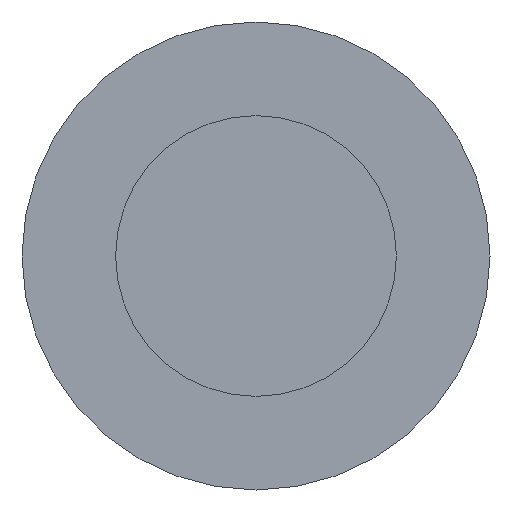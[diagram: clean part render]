
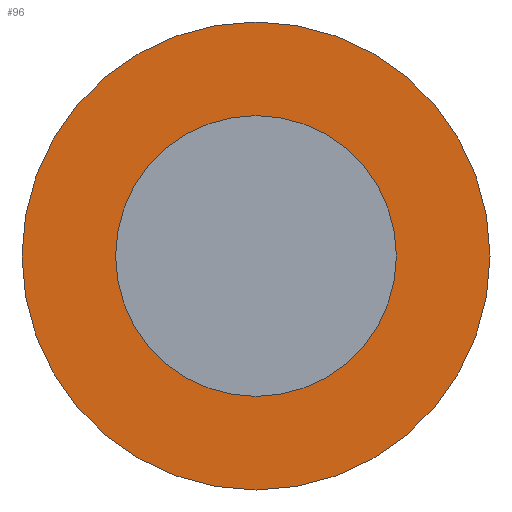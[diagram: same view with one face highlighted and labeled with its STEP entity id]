
A CAD part, front view. The second image highlights one B-rep face of the part: STEP entity #96.
In plain terms, the highlighted planar face has unit normal (0, -1, 0).
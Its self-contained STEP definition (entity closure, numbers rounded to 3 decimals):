
#8 = VERTEX_POINT ( 'NONE', #19 ) ;
#11 = EDGE_CURVE ( 'NONE', #8, #12, #231, .T. ) ;
#12 = VERTEX_POINT ( 'NONE', #226 ) ;
#19 = CARTESIAN_POINT ( 'NONE',  ( 0., 0., -0.3 ) ) ;
#35 = ORIENTED_EDGE ( 'NONE', *, *, #11, .F. ) ;
#40 = EDGE_CURVE ( 'NONE', #41, #95, #267, .T. ) ;
#41 = VERTEX_POINT ( 'NONE', #262 ) ;
#66 = ORIENTED_EDGE ( 'NONE', *, *, #80, .F. ) ;
#80 = EDGE_CURVE ( 'NONE', #12, #8, #144, .T. ) ;
#95 = VERTEX_POINT ( 'NONE', #218 ) ;
#96 = ADVANCED_FACE ( 'NONE', ( #217, #216 ), #215, .F. ) ;
#97 = EDGE_LOOP ( 'NONE', ( #98, #99 ) ) ;
#98 = ORIENTED_EDGE ( 'NONE', *, *, #40, .T. ) ;
#99 = ORIENTED_EDGE ( 'NONE', *, *, #100, .T. ) ;
#100 = EDGE_CURVE ( 'NONE', #95, #41, #209, .T. ) ;
#101 = EDGE_LOOP ( 'NONE', ( #66, #35 ) ) ;
#126 = DIRECTION ( 'NONE',  ( 0., 0., -1. ) ) ;
#140 = DIRECTION ( 'NONE',  ( 0., 0., 1. ) ) ;
#141 = DIRECTION ( 'NONE',  ( 0., -1., 0. ) ) ;
#142 = CARTESIAN_POINT ( 'NONE',  ( 0., 0., 0. ) ) ;
#143 = AXIS2_PLACEMENT_3D ( 'NONE', #142, #141, #140 ) ;
#144 = CIRCLE ( 'NONE', #143, 0.3 ) ;
#206 = DIRECTION ( 'NONE',  ( 0., -1., 0. ) ) ;
#207 = CARTESIAN_POINT ( 'NONE',  ( 0., 0., 0. ) ) ;
#208 = AXIS2_PLACEMENT_3D ( 'NONE', #207, #206, #126 ) ;
#209 = CIRCLE ( 'NONE', #208, 0.5 ) ;
#211 = DIRECTION ( 'NONE',  ( 0., 0., 1. ) ) ;
#212 = DIRECTION ( 'NONE',  ( 0., 1., 0. ) ) ;
#213 = CARTESIAN_POINT ( 'NONE',  ( 0., 0., 0. ) ) ;
#214 = AXIS2_PLACEMENT_3D ( 'NONE', #213, #212, #211 ) ;
#215 = PLANE ( 'NONE',  #214 ) ;
#216 = FACE_BOUND ( 'NONE', #101, .T. ) ;
#217 = FACE_OUTER_BOUND ( 'NONE', #97, .T. ) ;
#218 = CARTESIAN_POINT ( 'NONE',  ( 0., 0., 0.5 ) ) ;
#226 = CARTESIAN_POINT ( 'NONE',  ( 0., 0., 0.3 ) ) ;
#227 = DIRECTION ( 'NONE',  ( 0., 0., 1. ) ) ;
#228 = DIRECTION ( 'NONE',  ( 0., -1., 0. ) ) ;
#229 = CARTESIAN_POINT ( 'NONE',  ( 0., 0., 0. ) ) ;
#230 = AXIS2_PLACEMENT_3D ( 'NONE', #229, #228, #227 ) ;
#231 = CIRCLE ( 'NONE', #230, 0.3 ) ;
#262 = CARTESIAN_POINT ( 'NONE',  ( 0., 0., -0.5 ) ) ;
#263 = DIRECTION ( 'NONE',  ( 0., 0., -1. ) ) ;
#264 = DIRECTION ( 'NONE',  ( 0., -1., 0. ) ) ;
#265 = CARTESIAN_POINT ( 'NONE',  ( 0., 0., 0. ) ) ;
#266 = AXIS2_PLACEMENT_3D ( 'NONE', #265, #264, #263 ) ;
#267 = CIRCLE ( 'NONE', #266, 0.5 ) ;
